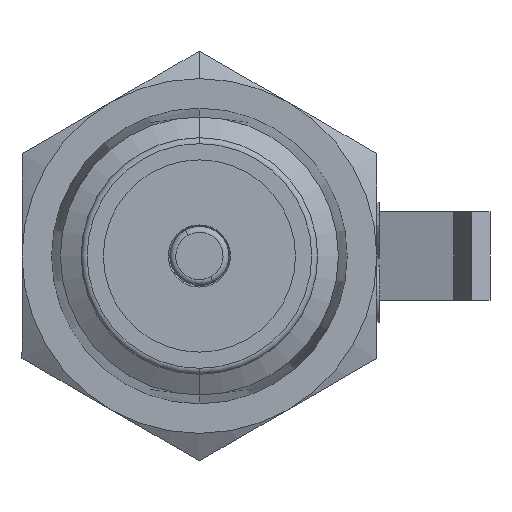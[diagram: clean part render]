
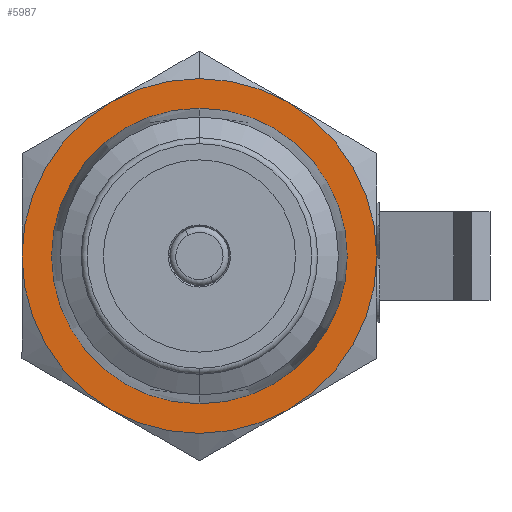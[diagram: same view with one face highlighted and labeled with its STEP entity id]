
A CAD part, front view. The second image highlights one B-rep face of the part: STEP entity #5987.
In plain terms, the highlighted planar face has unit normal (0, -1, 0).
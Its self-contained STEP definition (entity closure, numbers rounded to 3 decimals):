
#110 = AXIS2_PLACEMENT_3D ( 'NONE', #532, #1522, #5210 ) ;
#199 = EDGE_CURVE ( 'NONE', #425, #5266, #2199, .T. ) ;
#239 = DIRECTION ( 'NONE',  ( 0., 0., 1. ) ) ;
#245 = DIRECTION ( 'NONE',  ( 0., 1., 0. ) ) ;
#363 = DIRECTION ( 'NONE',  ( 0., 1., 0. ) ) ;
#396 = DIRECTION ( 'NONE',  ( 0., 1., 0. ) ) ;
#398 = EDGE_CURVE ( 'NONE', #5982, #4400, #1996, .T. ) ;
#425 = VERTEX_POINT ( 'NONE', #4537 ) ;
#455 = CARTESIAN_POINT ( 'NONE',  ( -3., -2.75, -5.196 ) ) ;
#504 = CIRCLE ( 'NONE', #4629, 5. ) ;
#517 = CARTESIAN_POINT ( 'NONE',  ( 0., -2.75, 0. ) ) ;
#532 = CARTESIAN_POINT ( 'NONE',  ( 0., -2.75, 0. ) ) ;
#548 = CARTESIAN_POINT ( 'NONE',  ( 0., -2.75, 0. ) ) ;
#617 = DIRECTION ( 'NONE',  ( 0., 1., 0. ) ) ;
#719 = VERTEX_POINT ( 'NONE', #455 ) ;
#828 = EDGE_CURVE ( 'NONE', #1504, #4405, #4322, .T. ) ;
#924 = AXIS2_PLACEMENT_3D ( 'NONE', #4074, #363, #3627 ) ;
#1007 = ORIENTED_EDGE ( 'NONE', *, *, #828, .F. ) ;
#1056 = ORIENTED_EDGE ( 'NONE', *, *, #1755, .F. ) ;
#1116 = AXIS2_PLACEMENT_3D ( 'NONE', #2616, #1622, #239 ) ;
#1133 = CARTESIAN_POINT ( 'NONE',  ( 0., -2.75, 6. ) ) ;
#1142 = CARTESIAN_POINT ( 'NONE',  ( 0., -2.75, 0. ) ) ;
#1326 = CARTESIAN_POINT ( 'NONE',  ( 0., -2.75, 0. ) ) ;
#1376 = EDGE_CURVE ( 'NONE', #4405, #5646, #2767, .T. ) ;
#1434 = DIRECTION ( 'NONE',  ( 0., 1., 0. ) ) ;
#1504 = VERTEX_POINT ( 'NONE', #3051 ) ;
#1522 = DIRECTION ( 'NONE',  ( 0., 1., 0. ) ) ;
#1568 = DIRECTION ( 'NONE',  ( 0., 0., 1. ) ) ;
#1622 = DIRECTION ( 'NONE',  ( 0., 1., 0. ) ) ;
#1755 = EDGE_CURVE ( 'NONE', #5646, #425, #3640, .T. ) ;
#1883 = DIRECTION ( 'NONE',  ( 0., -1., 0. ) ) ;
#1889 = EDGE_CURVE ( 'NONE', #5266, #3363, #2483, .T. ) ;
#1938 = AXIS2_PLACEMENT_3D ( 'NONE', #1326, #396, #2223 ) ;
#1996 = CIRCLE ( 'NONE', #4324, 5. ) ;
#2001 = DIRECTION ( 'NONE',  ( 0., 1., 0. ) ) ;
#2079 = DIRECTION ( 'NONE',  ( 0., 0., 1. ) ) ;
#2199 = CIRCLE ( 'NONE', #5262, 6. ) ;
#2223 = DIRECTION ( 'NONE',  ( 0., 0., 1. ) ) ;
#2350 = DIRECTION ( 'NONE',  ( 0., 0., 1. ) ) ;
#2465 = CARTESIAN_POINT ( 'NONE',  ( 0., -2.75, 0. ) ) ;
#2483 = CIRCLE ( 'NONE', #1116, 6. ) ;
#2492 = ORIENTED_EDGE ( 'NONE', *, *, #5312, .F. ) ;
#2616 = CARTESIAN_POINT ( 'NONE',  ( 0., -2.75, 0. ) ) ;
#2712 = EDGE_LOOP ( 'NONE', ( #4525, #4659 ) ) ;
#2767 = CIRCLE ( 'NONE', #110, 6. ) ;
#3051 = CARTESIAN_POINT ( 'NONE',  ( -6., -2.75, 0. ) ) ;
#3105 = ORIENTED_EDGE ( 'NONE', *, *, #1889, .F. ) ;
#3167 = ORIENTED_EDGE ( 'NONE', *, *, #3448, .F. ) ;
#3334 = DIRECTION ( 'NONE',  ( 0., 0., 1. ) ) ;
#3363 = VERTEX_POINT ( 'NONE', #5701 ) ;
#3448 = EDGE_CURVE ( 'NONE', #719, #1504, #4381, .T. ) ;
#3458 = EDGE_CURVE ( 'NONE', #4400, #5982, #504, .T. ) ;
#3478 = CIRCLE ( 'NONE', #5261, 6. ) ;
#3500 = EDGE_LOOP ( 'NONE', ( #4539, #1056, #5027, #1007, #3167, #2492, #3105 ) ) ;
#3549 = FACE_BOUND ( 'NONE', #2712, .T. ) ;
#3627 = DIRECTION ( 'NONE',  ( 0., 0., 1. ) ) ;
#3640 = CIRCLE ( 'NONE', #924, 6. ) ;
#3800 = DIRECTION ( 'NONE',  ( 0., 0., -1. ) ) ;
#3870 = CARTESIAN_POINT ( 'NONE',  ( -3., -2.75, 5.196 ) ) ;
#3885 = DIRECTION ( 'NONE',  ( 0., 1., 0. ) ) ;
#4074 = CARTESIAN_POINT ( 'NONE',  ( 0., -2.75, 0. ) ) ;
#4182 = AXIS2_PLACEMENT_3D ( 'NONE', #2465, #3885, #1568 ) ;
#4276 = CARTESIAN_POINT ( 'NONE',  ( 0., -2.75, -5. ) ) ;
#4299 = CARTESIAN_POINT ( 'NONE',  ( 0., -2.75, -5. ) ) ;
#4320 = CARTESIAN_POINT ( 'NONE',  ( 0., -2.75, 5. ) ) ;
#4322 = CIRCLE ( 'NONE', #1938, 6. ) ;
#4324 = AXIS2_PLACEMENT_3D ( 'NONE', #5360, #617, #4368 ) ;
#4368 = DIRECTION ( 'NONE',  ( 0., 0., 1. ) ) ;
#4381 = CIRCLE ( 'NONE', #4182, 6. ) ;
#4400 = VERTEX_POINT ( 'NONE', #4320 ) ;
#4405 = VERTEX_POINT ( 'NONE', #3870 ) ;
#4525 = ORIENTED_EDGE ( 'NONE', *, *, #3458, .T. ) ;
#4537 = CARTESIAN_POINT ( 'NONE',  ( 3., -2.75, 5.196 ) ) ;
#4539 = ORIENTED_EDGE ( 'NONE', *, *, #199, .F. ) ;
#4629 = AXIS2_PLACEMENT_3D ( 'NONE', #1142, #245, #2079 ) ;
#4659 = ORIENTED_EDGE ( 'NONE', *, *, #398, .T. ) ;
#5027 = ORIENTED_EDGE ( 'NONE', *, *, #1376, .F. ) ;
#5210 = DIRECTION ( 'NONE',  ( 0., 0., 1. ) ) ;
#5261 = AXIS2_PLACEMENT_3D ( 'NONE', #517, #1434, #2350 ) ;
#5262 = AXIS2_PLACEMENT_3D ( 'NONE', #548, #2001, #3334 ) ;
#5266 = VERTEX_POINT ( 'NONE', #5381 ) ;
#5312 = EDGE_CURVE ( 'NONE', #3363, #719, #3478, .T. ) ;
#5360 = CARTESIAN_POINT ( 'NONE',  ( 0., -2.75, 0. ) ) ;
#5381 = CARTESIAN_POINT ( 'NONE',  ( 6., -2.75, 0. ) ) ;
#5386 = FACE_OUTER_BOUND ( 'NONE', #3500, .T. ) ;
#5639 = PLANE ( 'NONE',  #5970 ) ;
#5646 = VERTEX_POINT ( 'NONE', #1133 ) ;
#5701 = CARTESIAN_POINT ( 'NONE',  ( 3., -2.75, -5.196 ) ) ;
#5970 = AXIS2_PLACEMENT_3D ( 'NONE', #4299, #1883, #3800 ) ;
#5982 = VERTEX_POINT ( 'NONE', #4276 ) ;
#5987 = ADVANCED_FACE ( 'NONE', ( #3549, #5386 ), #5639, .T. ) ;
